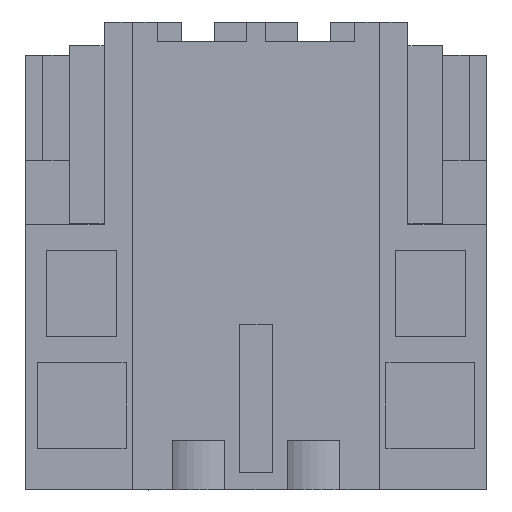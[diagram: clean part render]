
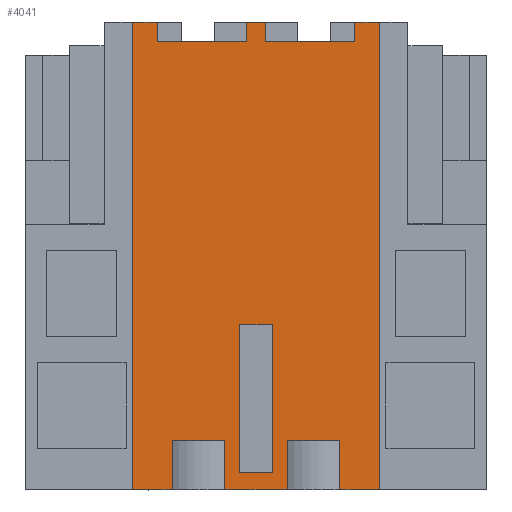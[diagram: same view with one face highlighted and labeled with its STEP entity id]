
A CAD part, top view. The second image highlights one B-rep face of the part: STEP entity #4041.
In plain terms, the highlighted planar face has unit normal (0, 0, 1).
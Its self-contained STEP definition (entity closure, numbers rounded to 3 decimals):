
#3952=AXIS2_PLACEMENT_3D('Plane Axis2P3D',#3949,#3950,#3951) ;
#56=CARTESIAN_POINT('Vertex',(7.95,1.5,12.3)) ;
#59=CARTESIAN_POINT('Line Origine',(7.95,0.75,12.3)) ;
#63=CARTESIAN_POINT('Vertex',(7.95,0.,12.3)) ;
#104=CARTESIAN_POINT('Vertex',(9.55,1.5,12.3)) ;
#109=CARTESIAN_POINT('Line Origine',(8.75,1.5,12.3)) ;
#145=CARTESIAN_POINT('Vertex',(9.55,0.,12.3)) ;
#148=CARTESIAN_POINT('Line Origine',(9.55,0.75,12.3)) ;
#180=CARTESIAN_POINT('Line Origine',(10.745,7.1,12.3)) ;
#184=CARTESIAN_POINT('Vertex',(10.745,0.,12.3)) ;
#186=CARTESIAN_POINT('Vertex',(10.745,14.2,12.3)) ;
#325=CARTESIAN_POINT('Vertex',(10.,14.2,12.3)) ;
#328=CARTESIAN_POINT('Line Origine',(10.372,14.2,12.3)) ;
#390=CARTESIAN_POINT('Vertex',(10.,13.6,12.3)) ;
#393=CARTESIAN_POINT('Line Origine',(10.,13.9,12.3)) ;
#459=CARTESIAN_POINT('Vertex',(7.3,13.6,12.3)) ;
#462=CARTESIAN_POINT('Line Origine',(8.65,13.6,12.3)) ;
#497=CARTESIAN_POINT('Vertex',(7.3,14.2,12.3)) ;
#500=CARTESIAN_POINT('Line Origine',(7.3,13.9,12.3)) ;
#522=CARTESIAN_POINT('Vertex',(7.5,0.5,12.3)) ;
#527=CARTESIAN_POINT('Line Origine',(7.5,2.75,12.3)) ;
#531=CARTESIAN_POINT('Vertex',(7.5,5.,12.3)) ;
#3509=CARTESIAN_POINT('Line Origine',(7.25,5.,12.3)) ;
#3513=CARTESIAN_POINT('Vertex',(7.,5.,12.3)) ;
#3516=CARTESIAN_POINT('Line Origine',(6.75,5.,12.3)) ;
#3520=CARTESIAN_POINT('Vertex',(6.5,5.,12.3)) ;
#3543=CARTESIAN_POINT('Line Origine',(7.25,0.5,12.3)) ;
#3547=CARTESIAN_POINT('Vertex',(7.,0.5,12.3)) ;
#3554=CARTESIAN_POINT('Vertex',(6.5,0.5,12.3)) ;
#3557=CARTESIAN_POINT('Line Origine',(6.75,0.5,12.3)) ;
#3571=CARTESIAN_POINT('Line Origine',(7.,14.2,12.3)) ;
#3575=CARTESIAN_POINT('Vertex',(6.7,14.2,12.3)) ;
#3611=CARTESIAN_POINT('Line Origine',(10.148,0.,12.3)) ;
#3616=CARTESIAN_POINT('Line Origine',(7.,0.,12.3)) ;
#3620=CARTESIAN_POINT('Vertex',(6.05,0.,12.3)) ;
#3683=CARTESIAN_POINT('Vertex',(4.45,0.,12.3)) ;
#3686=CARTESIAN_POINT('Line Origine',(3.853,0.,12.3)) ;
#3690=CARTESIAN_POINT('Vertex',(3.255,0.,12.3)) ;
#3949=CARTESIAN_POINT('Axis2P3D Location',(2.8,14.2,12.3)) ;
#3954=CARTESIAN_POINT('Line Origine',(6.7,13.9,12.3)) ;
#3958=CARTESIAN_POINT('Vertex',(6.7,13.6,12.3)) ;
#3961=CARTESIAN_POINT('Line Origine',(5.35,13.6,12.3)) ;
#3965=CARTESIAN_POINT('Vertex',(4.,13.6,12.3)) ;
#3968=CARTESIAN_POINT('Line Origine',(4.,13.9,12.3)) ;
#3972=CARTESIAN_POINT('Vertex',(4.,14.2,12.3)) ;
#3975=CARTESIAN_POINT('Line Origine',(3.627,14.2,12.3)) ;
#3979=CARTESIAN_POINT('Vertex',(3.255,14.2,12.3)) ;
#3982=CARTESIAN_POINT('Line Origine',(3.255,7.1,12.3)) ;
#3987=CARTESIAN_POINT('Line Origine',(4.45,0.75,12.3)) ;
#3991=CARTESIAN_POINT('Vertex',(4.45,1.5,12.3)) ;
#3994=CARTESIAN_POINT('Line Origine',(5.25,1.5,12.3)) ;
#3998=CARTESIAN_POINT('Vertex',(6.05,1.5,12.3)) ;
#4001=CARTESIAN_POINT('Line Origine',(6.05,0.75,12.3)) ;
#4028=CARTESIAN_POINT('Line Origine',(6.5,2.75,12.3)) ;
#60=DIRECTION('Vector Direction',(0.,-1.,0.)) ;
#110=DIRECTION('Vector Direction',(-1.,0.,0.)) ;
#149=DIRECTION('Vector Direction',(0.,1.,0.)) ;
#181=DIRECTION('Vector Direction',(0.,1.,0.)) ;
#329=DIRECTION('Vector Direction',(1.,0.,0.)) ;
#394=DIRECTION('Vector Direction',(0.,1.,0.)) ;
#463=DIRECTION('Vector Direction',(-1.,0.,0.)) ;
#501=DIRECTION('Vector Direction',(0.,1.,0.)) ;
#528=DIRECTION('Vector Direction',(0.,1.,0.)) ;
#3510=DIRECTION('Vector Direction',(1.,0.,0.)) ;
#3517=DIRECTION('Vector Direction',(1.,0.,0.)) ;
#3544=DIRECTION('Vector Direction',(1.,0.,0.)) ;
#3558=DIRECTION('Vector Direction',(1.,0.,0.)) ;
#3572=DIRECTION('Vector Direction',(1.,0.,0.)) ;
#3612=DIRECTION('Vector Direction',(1.,0.,0.)) ;
#3617=DIRECTION('Vector Direction',(1.,0.,0.)) ;
#3687=DIRECTION('Vector Direction',(1.,0.,0.)) ;
#3950=DIRECTION('Axis2P3D Direction',(0.,0.,1.)) ;
#3951=DIRECTION('Axis2P3D XDirection',(0.,-1.,0.)) ;
#3955=DIRECTION('Vector Direction',(0.,1.,0.)) ;
#3962=DIRECTION('Vector Direction',(-1.,0.,0.)) ;
#3969=DIRECTION('Vector Direction',(0.,1.,0.)) ;
#3976=DIRECTION('Vector Direction',(1.,0.,0.)) ;
#3983=DIRECTION('Vector Direction',(0.,1.,0.)) ;
#3988=DIRECTION('Vector Direction',(0.,-1.,0.)) ;
#3995=DIRECTION('Vector Direction',(-1.,0.,0.)) ;
#4002=DIRECTION('Vector Direction',(0.,1.,0.)) ;
#4029=DIRECTION('Vector Direction',(0.,1.,0.)) ;
#61=VECTOR('Line Direction',#60,1.) ;
#111=VECTOR('Line Direction',#110,1.) ;
#150=VECTOR('Line Direction',#149,1.) ;
#182=VECTOR('Line Direction',#181,1.) ;
#330=VECTOR('Line Direction',#329,1.) ;
#395=VECTOR('Line Direction',#394,1.) ;
#464=VECTOR('Line Direction',#463,1.) ;
#502=VECTOR('Line Direction',#501,1.) ;
#529=VECTOR('Line Direction',#528,1.) ;
#3511=VECTOR('Line Direction',#3510,1.) ;
#3518=VECTOR('Line Direction',#3517,1.) ;
#3545=VECTOR('Line Direction',#3544,1.) ;
#3559=VECTOR('Line Direction',#3558,1.) ;
#3573=VECTOR('Line Direction',#3572,1.) ;
#3613=VECTOR('Line Direction',#3612,1.) ;
#3618=VECTOR('Line Direction',#3617,1.) ;
#3688=VECTOR('Line Direction',#3687,1.) ;
#3956=VECTOR('Line Direction',#3955,1.) ;
#3963=VECTOR('Line Direction',#3962,1.) ;
#3970=VECTOR('Line Direction',#3969,1.) ;
#3977=VECTOR('Line Direction',#3976,1.) ;
#3984=VECTOR('Line Direction',#3983,1.) ;
#3989=VECTOR('Line Direction',#3988,1.) ;
#3996=VECTOR('Line Direction',#3995,1.) ;
#4003=VECTOR('Line Direction',#4002,1.) ;
#4030=VECTOR('Line Direction',#4029,1.) ;
#4007=ORIENTED_EDGE('',*,*,#3622,.T.) ;
#4008=ORIENTED_EDGE('',*,*,#65,.F.) ;
#4009=ORIENTED_EDGE('',*,*,#113,.F.) ;
#4010=ORIENTED_EDGE('',*,*,#152,.F.) ;
#4011=ORIENTED_EDGE('',*,*,#3615,.T.) ;
#4012=ORIENTED_EDGE('',*,*,#188,.T.) ;
#4013=ORIENTED_EDGE('',*,*,#332,.F.) ;
#4014=ORIENTED_EDGE('',*,*,#397,.F.) ;
#4015=ORIENTED_EDGE('',*,*,#466,.F.) ;
#4016=ORIENTED_EDGE('',*,*,#504,.F.) ;
#4017=ORIENTED_EDGE('',*,*,#3577,.F.) ;
#4018=ORIENTED_EDGE('',*,*,#3960,.F.) ;
#4019=ORIENTED_EDGE('',*,*,#3967,.F.) ;
#4020=ORIENTED_EDGE('',*,*,#3974,.F.) ;
#4021=ORIENTED_EDGE('',*,*,#3981,.F.) ;
#4022=ORIENTED_EDGE('',*,*,#3986,.F.) ;
#4023=ORIENTED_EDGE('',*,*,#3692,.T.) ;
#4024=ORIENTED_EDGE('',*,*,#3993,.F.) ;
#4025=ORIENTED_EDGE('',*,*,#4000,.F.) ;
#4026=ORIENTED_EDGE('',*,*,#4005,.F.) ;
#4034=ORIENTED_EDGE('',*,*,#3522,.F.) ;
#4035=ORIENTED_EDGE('',*,*,#3515,.F.) ;
#4036=ORIENTED_EDGE('',*,*,#533,.F.) ;
#4037=ORIENTED_EDGE('',*,*,#3549,.F.) ;
#4038=ORIENTED_EDGE('',*,*,#3561,.F.) ;
#4039=ORIENTED_EDGE('',*,*,#4032,.F.) ;
#4040=FACE_BOUND('',#4033,.T.) ;
#4041=ADVANCED_FACE('HOUSING',(#4027,#4040),#3953,.T.) ;
#65=EDGE_CURVE('',#57,#64,#62,.T.) ;
#113=EDGE_CURVE('',#105,#57,#112,.T.) ;
#152=EDGE_CURVE('',#146,#105,#151,.T.) ;
#188=EDGE_CURVE('',#185,#187,#183,.T.) ;
#332=EDGE_CURVE('',#326,#187,#331,.T.) ;
#397=EDGE_CURVE('',#391,#326,#396,.T.) ;
#466=EDGE_CURVE('',#460,#391,#465,.F.) ;
#504=EDGE_CURVE('',#498,#460,#503,.F.) ;
#533=EDGE_CURVE('',#523,#532,#530,.T.) ;
#3515=EDGE_CURVE('',#532,#3514,#3512,.F.) ;
#3522=EDGE_CURVE('',#3514,#3521,#3519,.F.) ;
#3549=EDGE_CURVE('',#3548,#523,#3546,.T.) ;
#3561=EDGE_CURVE('',#3555,#3548,#3560,.T.) ;
#3577=EDGE_CURVE('',#3576,#498,#3574,.T.) ;
#3615=EDGE_CURVE('',#146,#185,#3614,.T.) ;
#3622=EDGE_CURVE('',#3621,#64,#3619,.T.) ;
#3692=EDGE_CURVE('',#3691,#3684,#3689,.T.) ;
#3960=EDGE_CURVE('',#3959,#3576,#3957,.T.) ;
#3967=EDGE_CURVE('',#3966,#3959,#3964,.F.) ;
#3974=EDGE_CURVE('',#3973,#3966,#3971,.F.) ;
#3981=EDGE_CURVE('',#3980,#3973,#3978,.T.) ;
#3986=EDGE_CURVE('',#3691,#3980,#3985,.T.) ;
#3993=EDGE_CURVE('',#3992,#3684,#3990,.T.) ;
#4000=EDGE_CURVE('',#3999,#3992,#3997,.T.) ;
#4005=EDGE_CURVE('',#3621,#3999,#4004,.T.) ;
#4032=EDGE_CURVE('',#3521,#3555,#4031,.F.) ;
#4006=EDGE_LOOP('',(#4007,#4008,#4009,#4010,#4011,#4012,#4013,#4014,#4015,#4016,#4017,#4018,#4019,#4020,#4021,#4022,#4023,#4024,#4025,#4026)) ;
#4033=EDGE_LOOP('',(#4034,#4035,#4036,#4037,#4038,#4039)) ;
#4027=FACE_OUTER_BOUND('',#4006,.T.) ;
#62=LINE('Line',#59,#61) ;
#112=LINE('Line',#109,#111) ;
#151=LINE('Line',#148,#150) ;
#183=LINE('Line',#180,#182) ;
#331=LINE('Line',#328,#330) ;
#396=LINE('Line',#393,#395) ;
#465=LINE('Line',#462,#464) ;
#503=LINE('Line',#500,#502) ;
#530=LINE('Line',#527,#529) ;
#3512=LINE('Line',#3509,#3511) ;
#3519=LINE('Line',#3516,#3518) ;
#3546=LINE('Line',#3543,#3545) ;
#3560=LINE('Line',#3557,#3559) ;
#3574=LINE('Line',#3571,#3573) ;
#3614=LINE('Line',#3611,#3613) ;
#3619=LINE('Line',#3616,#3618) ;
#3689=LINE('Line',#3686,#3688) ;
#3957=LINE('Line',#3954,#3956) ;
#3964=LINE('Line',#3961,#3963) ;
#3971=LINE('Line',#3968,#3970) ;
#3978=LINE('Line',#3975,#3977) ;
#3985=LINE('Line',#3982,#3984) ;
#3990=LINE('Line',#3987,#3989) ;
#3997=LINE('Line',#3994,#3996) ;
#4004=LINE('Line',#4001,#4003) ;
#4031=LINE('Line',#4028,#4030) ;
#3953=PLANE('',#3952) ;
#57=VERTEX_POINT('',#56) ;
#64=VERTEX_POINT('',#63) ;
#105=VERTEX_POINT('',#104) ;
#146=VERTEX_POINT('',#145) ;
#185=VERTEX_POINT('',#184) ;
#187=VERTEX_POINT('',#186) ;
#326=VERTEX_POINT('',#325) ;
#391=VERTEX_POINT('',#390) ;
#460=VERTEX_POINT('',#459) ;
#498=VERTEX_POINT('',#497) ;
#523=VERTEX_POINT('',#522) ;
#532=VERTEX_POINT('',#531) ;
#3514=VERTEX_POINT('',#3513) ;
#3521=VERTEX_POINT('',#3520) ;
#3548=VERTEX_POINT('',#3547) ;
#3555=VERTEX_POINT('',#3554) ;
#3576=VERTEX_POINT('',#3575) ;
#3621=VERTEX_POINT('',#3620) ;
#3684=VERTEX_POINT('',#3683) ;
#3691=VERTEX_POINT('',#3690) ;
#3959=VERTEX_POINT('',#3958) ;
#3966=VERTEX_POINT('',#3965) ;
#3973=VERTEX_POINT('',#3972) ;
#3980=VERTEX_POINT('',#3979) ;
#3992=VERTEX_POINT('',#3991) ;
#3999=VERTEX_POINT('',#3998) ;
